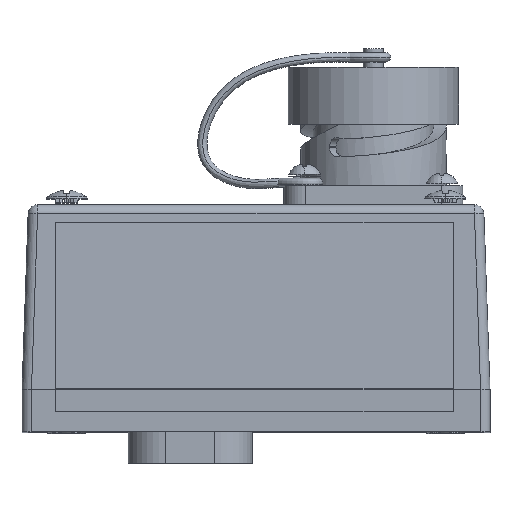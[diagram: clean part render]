
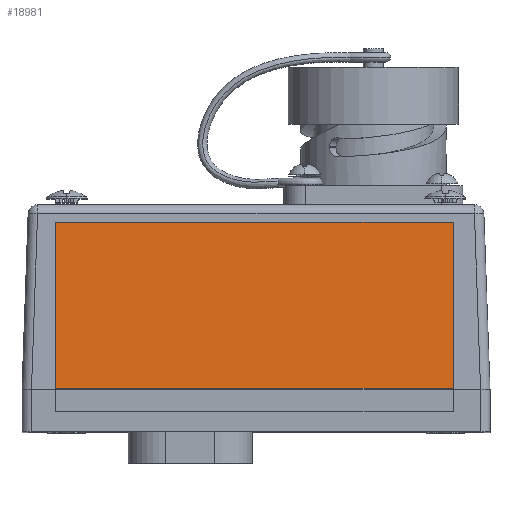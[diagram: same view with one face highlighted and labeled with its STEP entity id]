
A CAD part, top view. The second image highlights one B-rep face of the part: STEP entity #18981.
In plain terms, the highlighted planar face has unit normal (0, 0.034, 0.999).
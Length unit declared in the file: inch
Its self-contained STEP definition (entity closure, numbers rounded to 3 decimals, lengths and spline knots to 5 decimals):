
#18850=DIRECTION('',(1.,0.,0.));
#18851=VECTOR('',#18850,2.625);
#18852=CARTESIAN_POINT('',(-1.32344,-0.45973,
1.05084));
#18853=LINE('',#18852,#18851);
#18854=DIRECTION('',(0.,-0.999,0.034));
#18855=VECTOR('',#18854,1.09652);
#18856=CARTESIAN_POINT('',(-1.32344,0.63618,
1.0139));
#18857=LINE('',#18856,#18855);
#18858=DIRECTION('',(1.,0.,0.));
#18859=VECTOR('',#18858,2.625);
#18860=CARTESIAN_POINT('',(-1.32344,0.63618,
1.0139));
#18861=LINE('',#18860,#18859);
#18862=DIRECTION('',(0.,0.999,-0.034));
#18863=VECTOR('',#18862,1.09652);
#18864=CARTESIAN_POINT('',(1.30156,-0.45973,
1.05079));
#18865=LINE('',#18864,#18863);
#18934=CARTESIAN_POINT('',(1.30156,0.63617,
1.01385));
#18935=CARTESIAN_POINT('',(-1.32344,0.63618,
1.0139));
#18936=VERTEX_POINT('',#18934);
#18937=VERTEX_POINT('',#18935);
#18950=CARTESIAN_POINT('',(-1.32344,-0.45973,
1.05084));
#18951=CARTESIAN_POINT('',(1.30156,-0.45973,
1.05079));
#18952=VERTEX_POINT('',#18950);
#18953=VERTEX_POINT('',#18951);
#18966=CARTESIAN_POINT('',(0.,0.01609,1.03477));
#18967=DIRECTION('',(0.,0.034,0.999));
#18968=DIRECTION('',(1.,0.,0.));
#18969=AXIS2_PLACEMENT_3D('',#18966,#18967,#18968);
#18970=PLANE('',#18969);
#18972=ORIENTED_EDGE('',*,*,#18971,.F.);
#18974=ORIENTED_EDGE('',*,*,#18973,.F.);
#18976=ORIENTED_EDGE('',*,*,#18975,.T.);
#18978=ORIENTED_EDGE('',*,*,#18977,.F.);
#18979=EDGE_LOOP('',(#18972,#18974,#18976,#18978));
#18980=FACE_OUTER_BOUND('',#18979,.F.);
#18981=ADVANCED_FACE('',(#18980),#18970,.T.);
#18971=EDGE_CURVE('',#18952,#18953,#18853,.T.);
#18973=EDGE_CURVE('',#18937,#18952,#18857,.T.);
#18975=EDGE_CURVE('',#18937,#18936,#18861,.T.);
#18977=EDGE_CURVE('',#18953,#18936,#18865,.T.);
